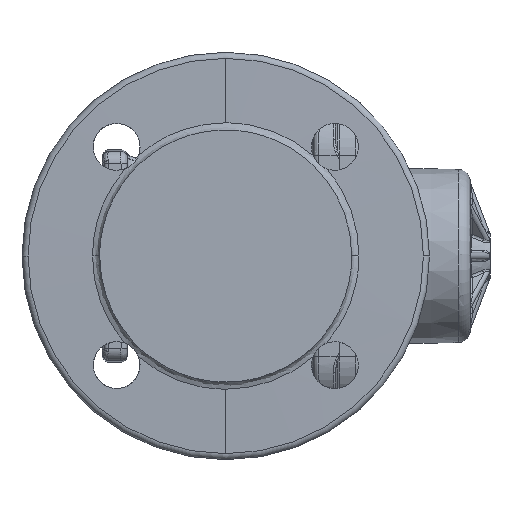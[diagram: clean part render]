
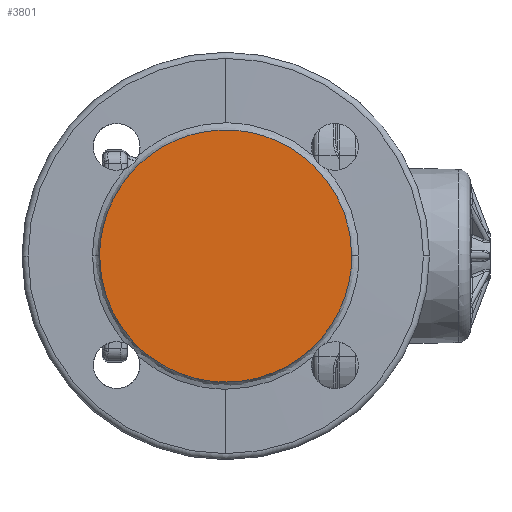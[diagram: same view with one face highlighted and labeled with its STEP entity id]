
A CAD part, left-side view. The second image highlights one B-rep face of the part: STEP entity #3801.
In plain terms, the highlighted planar face has unit normal (-1, 0, 0).
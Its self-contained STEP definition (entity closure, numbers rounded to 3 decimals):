
#1213=FACE_OUTER_BOUND('',#5160,.T.);
#1609=B_SPLINE_CURVE_WITH_KNOTS('',3,(#18702,#18703,#18704,#18705,#18706,
#18707,#18708,#18709,#18710,#18711,#18712,#18713,#18714,#18715,#18716,#18717,
#18718,#18719,#18720,#18721),.UNSPECIFIED.,.F.,.F.,(4,2,2,2,2,2,2,2,2,4),
(0.,0.125,0.25,0.375,0.5,0.625,0.75,0.875,0.938,1.),.UNSPECIFIED.);
#1615=B_SPLINE_CURVE_WITH_KNOTS('',3,(#18891,#18892,#18893,#18894,#18895,
#18896,#18897,#18898,#18899,#18900,#18901,#18902,#18903,#18904,#18905,#18906,
#18907,#18908,#18909,#18910,#18911,#18912,#18913,#18914),.UNSPECIFIED.,
 .F.,.F.,(4,2,2,2,2,2,2,2,2,2,2,4),(0.,0.063,0.125,0.25,0.375,0.438,0.5,
0.625,0.75,0.813,0.875,1.),.UNSPECIFIED.);
#3801=ADVANCED_FACE('',(#1213),#4264,.F.);
#4264=PLANE('',#13666);
#5160=EDGE_LOOP('',(#7977,#7978));
#7977=ORIENTED_EDGE('',*,*,#10997,.T.);
#7978=ORIENTED_EDGE('',*,*,#11006,.T.);
#9741=VERTEX_POINT('',#18701);
#9742=VERTEX_POINT('',#18722);
#10997=EDGE_CURVE('',#9742,#9741,#1609,.T.);
#11006=EDGE_CURVE('',#9741,#9742,#1615,.T.);
#13666=AXIS2_PLACEMENT_3D('',#41996,#15435,#15436);
#15435=DIRECTION('',(1.,0.,0.));
#15436=DIRECTION('',(0.,0.,-1.));
#18701=CARTESIAN_POINT('',(-115.,-53.038,0.));
#18702=CARTESIAN_POINT('',(-115.,49.042,0.));
#18703=CARTESIAN_POINT('',(-115.,49.042,-6.689));
#18704=CARTESIAN_POINT('',(-115.,47.713,-13.362));
#18705=CARTESIAN_POINT('',(-115.,42.598,-25.702));
#18706=CARTESIAN_POINT('',(-115.,38.815,-31.368));
#18707=CARTESIAN_POINT('',(-115.,29.37,-40.813));
#18708=CARTESIAN_POINT('',(-115.,23.714,-44.595));
#18709=CARTESIAN_POINT('',(-115.,11.354,-49.715));
#18710=CARTESIAN_POINT('',(-115.,4.68,-51.042));
#18711=CARTESIAN_POINT('',(-115.,-8.678,-51.04));
#18712=CARTESIAN_POINT('',(-115.,-15.361,-49.714));
#18713=CARTESIAN_POINT('',(-115.,-27.701,-44.6));
#18714=CARTESIAN_POINT('',(-115.,-33.36,-40.822));
#18715=CARTESIAN_POINT('',(-115.,-42.821,-31.364));
#18716=CARTESIAN_POINT('',(-115.,-46.599,-25.703));
#18717=CARTESIAN_POINT('',(-115.,-50.434,-16.449));
#18718=CARTESIAN_POINT('',(-115.,-51.407,-13.239));
#18719=CARTESIAN_POINT('',(-115.,-52.714,-6.679));
#18720=CARTESIAN_POINT('',(-115.,-53.011,-3.34));
#18721=CARTESIAN_POINT('',(-115.,-53.038,0.001));
#18722=CARTESIAN_POINT('',(-115.,49.042,0.));
#18891=CARTESIAN_POINT('',(-115.,-53.038,-0.001));
#18892=CARTESIAN_POINT('',(-115.,-53.011,3.36));
#18893=CARTESIAN_POINT('',(-115.,-52.706,6.727));
#18894=CARTESIAN_POINT('',(-115.,-51.404,13.247));
#18895=CARTESIAN_POINT('',(-115.,-50.443,16.422));
#18896=CARTESIAN_POINT('',(-115.,-46.608,25.688));
#18897=CARTESIAN_POINT('',(-115.,-42.8,31.398));
#18898=CARTESIAN_POINT('',(-115.,-33.283,40.886));
#18899=CARTESIAN_POINT('',(-115.,-27.627,44.639));
#18900=CARTESIAN_POINT('',(-115.,-18.404,48.449));
#18901=CARTESIAN_POINT('',(-115.,-15.157,49.429));
#18902=CARTESIAN_POINT('',(-115.,-8.637,50.716));
#18903=CARTESIAN_POINT('',(-115.,-5.334,51.041));
#18904=CARTESIAN_POINT('',(-115.,4.702,51.041));
#18905=CARTESIAN_POINT('',(-115.,11.305,49.732));
#18906=CARTESIAN_POINT('',(-115.,23.722,44.595));
#18907=CARTESIAN_POINT('',(-115.,29.428,40.765));
#18908=CARTESIAN_POINT('',(-115.,36.483,33.694));
#18909=CARTESIAN_POINT('',(-115.,38.587,31.13));
#18910=CARTESIAN_POINT('',(-115.,42.291,25.583));
#18911=CARTESIAN_POINT('',(-115.,43.884,22.6));
#18912=CARTESIAN_POINT('',(-115.,47.696,13.405));
#18913=CARTESIAN_POINT('',(-115.,49.042,6.728));
#18914=CARTESIAN_POINT('',(-115.,49.042,0.));
#41996=CARTESIAN_POINT('',(-115.,-2.,0.));
